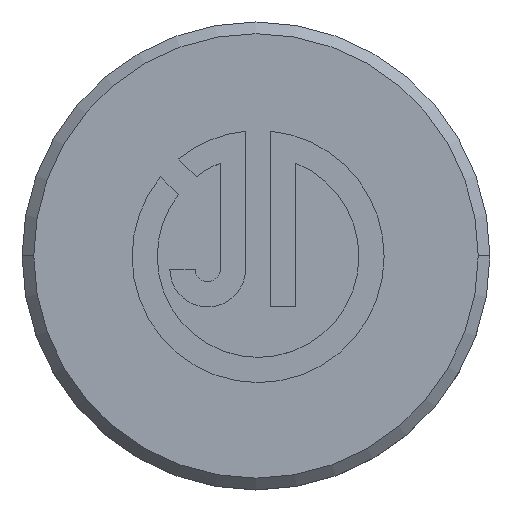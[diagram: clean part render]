
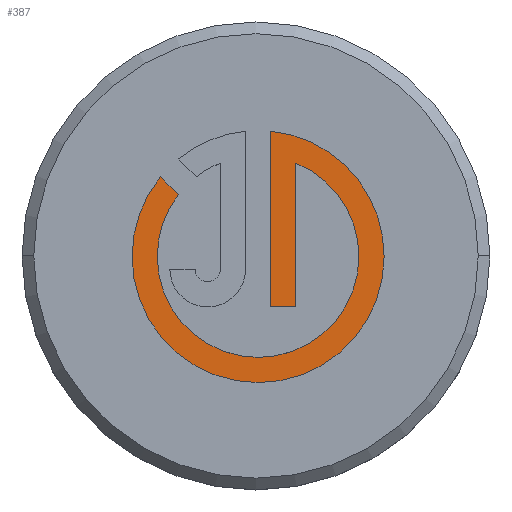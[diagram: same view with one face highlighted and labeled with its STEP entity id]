
A CAD part, top view. The second image highlights one B-rep face of the part: STEP entity #387.
In plain terms, the highlighted planar face has unit normal (0, 0, 1).
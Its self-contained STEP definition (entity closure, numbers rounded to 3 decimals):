
#5 = CIRCLE ( 'NONE', #1919, 7.543 ) ;
#31 = EDGE_CURVE ( 'NONE', #1030, #1856, #5, .T. ) ;
#38 = CARTESIAN_POINT ( 'NONE',  ( 6.16, -0.037, 129.9 ) ) ;
#45 = ORIENTED_EDGE ( 'NONE', *, *, #592, .T. ) ;
#85 = PLANE ( 'NONE',  #1460 ) ;
#117 = DIRECTION ( 'NONE',  ( -1., 0., 0. ) ) ;
#125 = EDGE_CURVE ( 'NONE', #1254, #2394, #1276, .T. ) ;
#138 = VERTEX_POINT ( 'NONE', #1123 ) ;
#165 = CARTESIAN_POINT ( 'NONE',  ( 0.88, 7.468, 129.9 ) ) ;
#178 = CARTESIAN_POINT ( 'NONE',  ( 0., -3.054, 129.9 ) ) ;
#235 = VERTEX_POINT ( 'NONE', #1144 ) ;
#245 = CARTESIAN_POINT ( 'NONE',  ( 0.126, -0.037, 129.9 ) ) ;
#387 = ADVANCED_FACE ( 'NONE', ( #1165 ), #85, .T. ) ;
#417 = EDGE_CURVE ( 'NONE', #2293, #1769, #673, .T. ) ;
#445 = DIRECTION ( 'NONE',  ( 1., 0., 0. ) ) ;
#496 = CIRCLE ( 'NONE', #1382, 6.034 ) ;
#499 = AXIS2_PLACEMENT_3D ( 'NONE', #862, #758, #1436 ) ;
#516 = VERTEX_POINT ( 'NONE', #1812 ) ;
#526 = DIRECTION ( 'NONE',  ( 0., 0., 1. ) ) ;
#533 = CARTESIAN_POINT ( 'NONE',  ( 0.126, -0.037, 129.9 ) ) ;
#550 = VERTEX_POINT ( 'NONE', #165 ) ;
#565 = DIRECTION ( 'NONE',  ( 1., 0., 0. ) ) ;
#582 = ORIENTED_EDGE ( 'NONE', *, *, #1114, .T. ) ;
#592 = EDGE_CURVE ( 'NONE', #516, #1030, #2123, .T. ) ;
#602 = CIRCLE ( 'NONE', #1143, 7.543 ) ;
#659 = DIRECTION ( 'NONE',  ( -0.707, 0.707, 0. ) ) ;
#660 = CARTESIAN_POINT ( 'NONE',  ( -7.417, -0.037, 129.9 ) ) ;
#669 = ORIENTED_EDGE ( 'NONE', *, *, #761, .T. ) ;
#673 = LINE ( 'NONE', #178, #1433 ) ;
#684 = CARTESIAN_POINT ( 'NONE',  ( 0., 0., 129.9 ) ) ;
#758 = DIRECTION ( 'NONE',  ( 0., 0., -1. ) ) ;
#761 = EDGE_CURVE ( 'NONE', #235, #138, #838, .T. ) ;
#785 = DIRECTION ( 'NONE',  ( 0., -1., 0. ) ) ;
#829 = VECTOR ( 'NONE', #1516, 1000. ) ;
#838 = CIRCLE ( 'NONE', #1734, 6.034 ) ;
#862 = CARTESIAN_POINT ( 'NONE',  ( 0.126, -0.037, 129.9 ) ) ;
#880 = CARTESIAN_POINT ( 'NONE',  ( 0.126, -0.037, 129.9 ) ) ;
#941 = CARTESIAN_POINT ( 'NONE',  ( 0.88, -3.054, 129.9 ) ) ;
#982 = CARTESIAN_POINT ( 'NONE',  ( 7.669, -0.037, 129.9 ) ) ;
#1020 = ORIENTED_EDGE ( 'NONE', *, *, #1597, .T. ) ;
#1030 = VERTEX_POINT ( 'NONE', #660 ) ;
#1063 = DIRECTION ( 'NONE',  ( 1., 0., 0. ) ) ;
#1089 = CARTESIAN_POINT ( 'NONE',  ( 2.389, 5.557, 129.9 ) ) ;
#1106 = CARTESIAN_POINT ( 'NONE',  ( 0.126, -0.037, 129.9 ) ) ;
#1114 = EDGE_CURVE ( 'NONE', #1856, #550, #602, .T. ) ;
#1123 = CARTESIAN_POINT ( 'NONE',  ( -4.641, 3.663, 129.9 ) ) ;
#1143 = AXIS2_PLACEMENT_3D ( 'NONE', #880, #2180, #1063 ) ;
#1144 = CARTESIAN_POINT ( 'NONE',  ( -5.908, -0.037, 129.9 ) ) ;
#1146 = CARTESIAN_POINT ( 'NONE',  ( 2.389, 0., 129.9 ) ) ;
#1165 = FACE_OUTER_BOUND ( 'NONE', #2139, .T. ) ;
#1248 = DIRECTION ( 'NONE',  ( 0., 0., -1. ) ) ;
#1254 = VERTEX_POINT ( 'NONE', #1089 ) ;
#1276 = CIRCLE ( 'NONE', #499, 6.034 ) ;
#1299 = DIRECTION ( 'NONE',  ( -1., 0., 0. ) ) ;
#1382 = AXIS2_PLACEMENT_3D ( 'NONE', #1106, #2404, #1299 ) ;
#1428 = ORIENTED_EDGE ( 'NONE', *, *, #417, .T. ) ;
#1433 = VECTOR ( 'NONE', #2235, 1000. ) ;
#1436 = DIRECTION ( 'NONE',  ( -1., 0., 0. ) ) ;
#1460 = AXIS2_PLACEMENT_3D ( 'NONE', #684, #2225, #2073 ) ;
#1516 = DIRECTION ( 'NONE',  ( 0., 1., 0. ) ) ;
#1549 = EDGE_CURVE ( 'NONE', #1769, #1254, #1592, .T. ) ;
#1562 = DIRECTION ( 'NONE',  ( 0., 0., 1. ) ) ;
#1592 = LINE ( 'NONE', #1146, #829 ) ;
#1597 = EDGE_CURVE ( 'NONE', #550, #2293, #2395, .T. ) ;
#1671 = ORIENTED_EDGE ( 'NONE', *, *, #125, .T. ) ;
#1734 = AXIS2_PLACEMENT_3D ( 'NONE', #2364, #1248, #117 ) ;
#1769 = VERTEX_POINT ( 'NONE', #2333 ) ;
#1781 = AXIS2_PLACEMENT_3D ( 'NONE', #245, #1562, #445 ) ;
#1786 = ORIENTED_EDGE ( 'NONE', *, *, #1549, .T. ) ;
#1812 = CARTESIAN_POINT ( 'NONE',  ( -5.714, 4.737, 129.9 ) ) ;
#1856 = VERTEX_POINT ( 'NONE', #982 ) ;
#1890 = LINE ( 'NONE', #1954, #2332 ) ;
#1904 = VECTOR ( 'NONE', #785, 1000. ) ;
#1919 = AXIS2_PLACEMENT_3D ( 'NONE', #533, #526, #565 ) ;
#1943 = ORIENTED_EDGE ( 'NONE', *, *, #2209, .T. ) ;
#1954 = CARTESIAN_POINT ( 'NONE',  ( -4.641, 3.663, 129.9 ) ) ;
#2012 = EDGE_CURVE ( 'NONE', #138, #516, #1890, .T. ) ;
#2073 = DIRECTION ( 'NONE',  ( 1., 0., 0. ) ) ;
#2123 = CIRCLE ( 'NONE', #1781, 7.543 ) ;
#2139 = EDGE_LOOP ( 'NONE', ( #1671, #1943, #669, #2195, #45, #2268, #582, #1020, #1428, #1786 ) ) ;
#2180 = DIRECTION ( 'NONE',  ( 0., 0., 1. ) ) ;
#2195 = ORIENTED_EDGE ( 'NONE', *, *, #2012, .T. ) ;
#2209 = EDGE_CURVE ( 'NONE', #2394, #235, #496, .T. ) ;
#2225 = DIRECTION ( 'NONE',  ( 0., 0., 1. ) ) ;
#2235 = DIRECTION ( 'NONE',  ( 1., 0., 0. ) ) ;
#2268 = ORIENTED_EDGE ( 'NONE', *, *, #31, .T. ) ;
#2272 = CARTESIAN_POINT ( 'NONE',  ( 0.88, 0., 129.9 ) ) ;
#2293 = VERTEX_POINT ( 'NONE', #941 ) ;
#2332 = VECTOR ( 'NONE', #659, 1000. ) ;
#2333 = CARTESIAN_POINT ( 'NONE',  ( 2.389, -3.054, 129.9 ) ) ;
#2364 = CARTESIAN_POINT ( 'NONE',  ( 0.126, -0.037, 129.9 ) ) ;
#2394 = VERTEX_POINT ( 'NONE', #38 ) ;
#2395 = LINE ( 'NONE', #2272, #1904 ) ;
#2404 = DIRECTION ( 'NONE',  ( 0., 0., -1. ) ) ;
